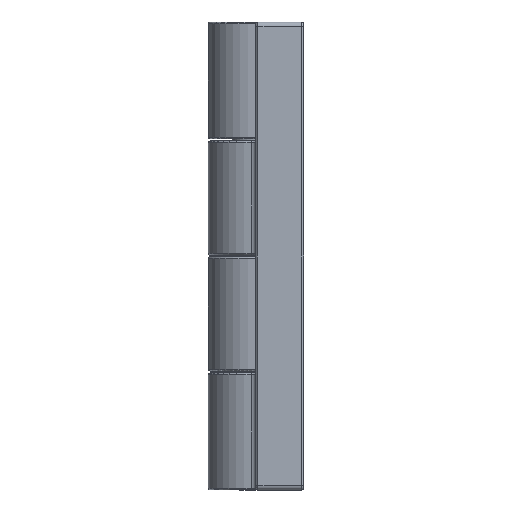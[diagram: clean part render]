
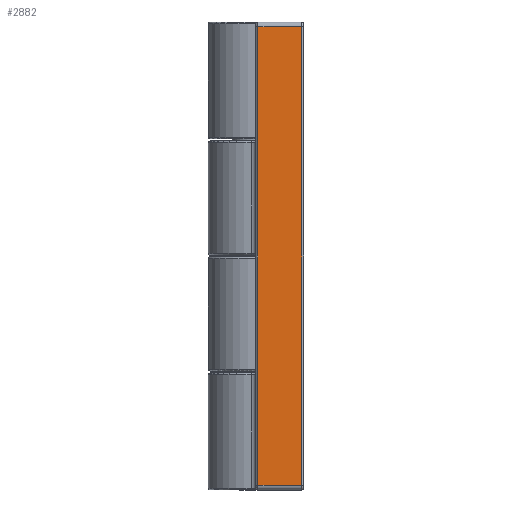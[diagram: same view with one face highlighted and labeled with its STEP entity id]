
A CAD part, left-side view. The second image highlights one B-rep face of the part: STEP entity #2882.
In plain terms, the highlighted face is planar.
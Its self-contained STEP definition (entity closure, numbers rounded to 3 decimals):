
#2112 = CARTESIAN_POINT ( 'NONE',  ( 24.5, -4.8, -24. ) ) ;
#2156 = CARTESIAN_POINT ( 'NONE',  ( 24.5, -0.2, 24. ) ) ;
#2210 = FACE_OUTER_BOUND ( 'NONE', #2836, .T. ) ;
#2212 = AXIS2_PLACEMENT_3D ( 'NONE', #2239, #2247, #2246 ) ;
#2239 = CARTESIAN_POINT ( 'NONE',  ( 24.5, -5., 24.5 ) ) ;
#2246 = DIRECTION ( 'NONE',  ( 0., 0., 1. ) ) ;
#2247 = DIRECTION ( 'NONE',  ( -1., 0., 0. ) ) ;
#2248 = CARTESIAN_POINT ( 'NONE',  ( 24.5, -0.2, -24. ) ) ;
#2249 = PLANE ( 'NONE',  #2212 ) ;
#2272 = DIRECTION ( 'NONE',  ( 0., 0., 1. ) ) ;
#2273 = VECTOR ( 'NONE', #2272, 1000. ) ;
#2274 = CARTESIAN_POINT ( 'NONE',  ( 24.5, -0.2, 24.5 ) ) ;
#2275 = LINE ( 'NONE', #2274, #2273 ) ;
#2281 = CARTESIAN_POINT ( 'NONE',  ( 24.5, -4.8, 24. ) ) ;
#2284 = DIRECTION ( 'NONE',  ( 0., -1., 0. ) ) ;
#2285 = VECTOR ( 'NONE', #2284, 1000. ) ;
#2286 = CARTESIAN_POINT ( 'NONE',  ( 24.5, -5., 24. ) ) ;
#2287 = LINE ( 'NONE', #2286, #2285 ) ;
#2288 = DIRECTION ( 'NONE',  ( 0., 1., 0. ) ) ;
#2289 = VECTOR ( 'NONE', #2288, 1000. ) ;
#2290 = CARTESIAN_POINT ( 'NONE',  ( 24.5, 0., -24. ) ) ;
#2291 = LINE ( 'NONE', #2290, #2289 ) ;
#2293 = DIRECTION ( 'NONE',  ( 0., 0., -1. ) ) ;
#2294 = VECTOR ( 'NONE', #2293, 1000. ) ;
#2295 = CARTESIAN_POINT ( 'NONE',  ( 24.5, -4.8, 24.5 ) ) ;
#2296 = LINE ( 'NONE', #2295, #2294 ) ;
#2819 = VERTEX_POINT ( 'NONE', #2112 ) ;
#2830 = VERTEX_POINT ( 'NONE', #2156 ) ;
#2836 = EDGE_LOOP ( 'NONE', ( #2884, #2894, #2896, #2887 ) ) ;
#2882 = ADVANCED_FACE ( 'NONE', ( #2210 ), #2249, .F. ) ;
#2884 = ORIENTED_EDGE ( 'NONE', *, *, #2890, .T. ) ;
#2886 = VERTEX_POINT ( 'NONE', #2248 ) ;
#2887 = ORIENTED_EDGE ( 'NONE', *, *, #2905, .T. ) ;
#2888 = EDGE_CURVE ( 'NONE', #2902, #2819, #2296, .T. ) ;
#2889 = EDGE_CURVE ( 'NONE', #2819, #2886, #2291, .T. ) ;
#2890 = EDGE_CURVE ( 'NONE', #2830, #2902, #2287, .T. ) ;
#2894 = ORIENTED_EDGE ( 'NONE', *, *, #2888, .T. ) ;
#2896 = ORIENTED_EDGE ( 'NONE', *, *, #2889, .T. ) ;
#2902 = VERTEX_POINT ( 'NONE', #2281 ) ;
#2905 = EDGE_CURVE ( 'NONE', #2886, #2830, #2275, .T. ) ;
